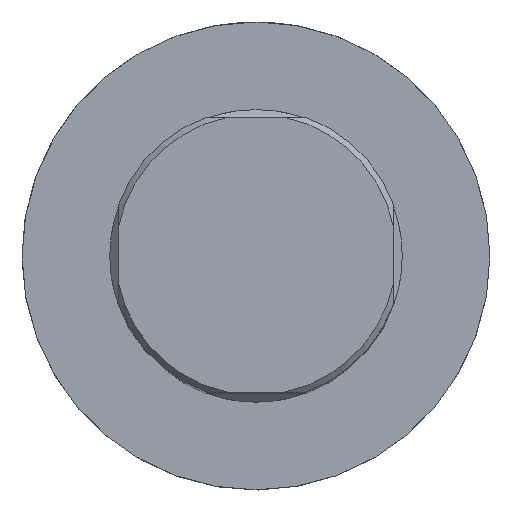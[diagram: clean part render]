
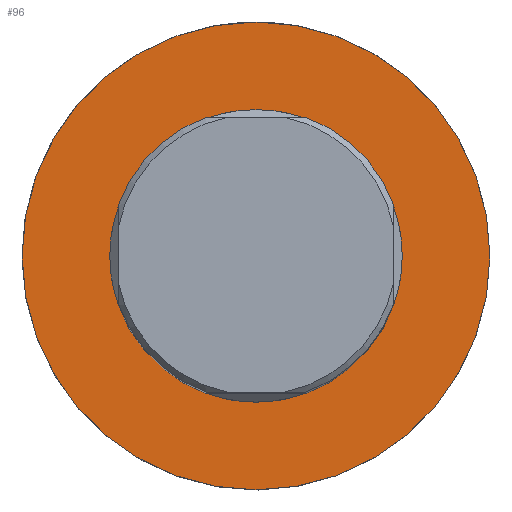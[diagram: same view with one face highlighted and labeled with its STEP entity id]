
A CAD part, top view. The second image highlights one B-rep face of the part: STEP entity #96.
In plain terms, the highlighted planar face has unit normal (0, 0, 1).
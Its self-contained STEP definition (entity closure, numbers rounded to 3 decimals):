
#40=PLANE('',#506);
#96=ADVANCED_FACE('',(#176,#177),#40,.T.);
#176=FACE_BOUND('',#191,.T.);
#177=FACE_BOUND('',#192,.T.);
#191=EDGE_LOOP('',(#235));
#192=EDGE_LOOP('',(#236));
#235=ORIENTED_EDGE('',*,*,#389,.F.);
#236=ORIENTED_EDGE('',*,*,#406,.F.);
#344=VERTEX_POINT('',#690);
#361=VERTEX_POINT('',#746);
#389=EDGE_CURVE('',#344,#344,#452,.T.);
#406=EDGE_CURVE('',#361,#361,#461,.T.);
#452=CIRCLE('',#492,40.);
#461=CIRCLE('',#505,25.);
#492=AXIS2_PLACEMENT_3D('',#689,#553,#554);
#505=AXIS2_PLACEMENT_3D('',#745,#581,#582);
#506=AXIS2_PLACEMENT_3D('',#747,#583,#584);
#553=DIRECTION('',(0.,0.,-1.));
#554=DIRECTION('',(1.,0.,0.));
#581=DIRECTION('',(0.,0.,1.));
#582=DIRECTION('',(1.,0.,0.));
#583=DIRECTION('',(0.,0.,1.));
#584=DIRECTION('',(0.,1.,0.));
#689=CARTESIAN_POINT('',(0.,0.,0.));
#690=CARTESIAN_POINT('',(40.,0.,0.));
#745=CARTESIAN_POINT('',(0.,0.,0.));
#746=CARTESIAN_POINT('',(25.,0.,0.));
#747=CARTESIAN_POINT('',(-40.,0.,0.));
